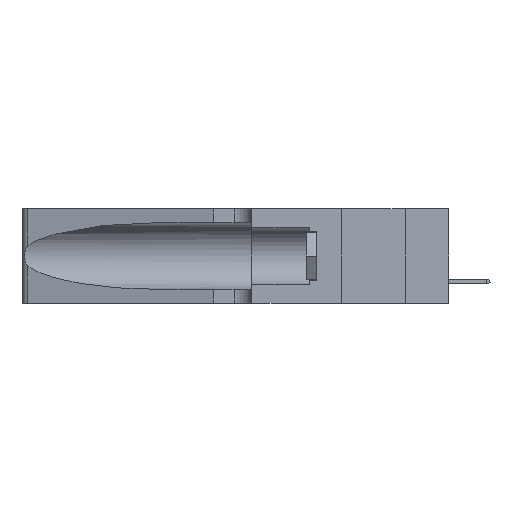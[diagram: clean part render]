
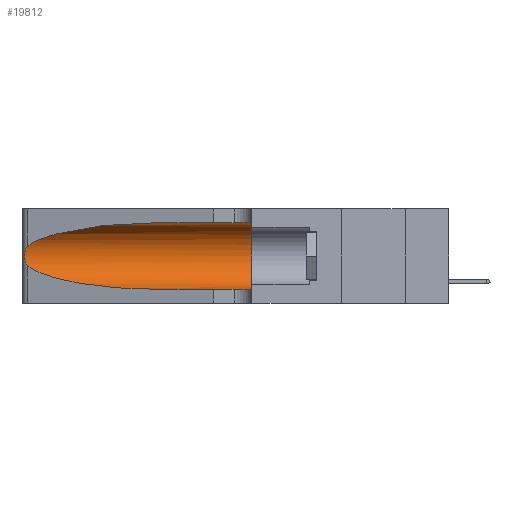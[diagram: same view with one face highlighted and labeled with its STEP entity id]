
A CAD part, left-side view. The second image highlights one B-rep face of the part: STEP entity #19812.
In plain terms, the highlighted cylindrical face has radius 3.308 mm (diameter 6.617 mm), a partial arc.
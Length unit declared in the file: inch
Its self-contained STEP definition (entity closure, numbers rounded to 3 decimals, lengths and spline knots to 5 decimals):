
#208 = VERTEX_POINT ( 'NONE', #16279 ) ;
#597 = CARTESIAN_POINT ( 'NONE',  ( 0.26018, 1.23835, 0.19895 ) ) ;
#814 = CARTESIAN_POINT ( 'NONE',  ( 0.26075, 1.23896, 0.178 ) ) ;
#1197 = EDGE_CURVE ( 'NONE', #10747, #3848, #14685, .T. ) ;
#1507 = CARTESIAN_POINT ( 'NONE',  ( 0.2373, 1.15595, 0.08982 ) ) ;
#1528 = CARTESIAN_POINT ( 'NONE',  ( 0.25487, 1.22718, 0.14631 ) ) ;
#1756 = ORIENTED_EDGE ( 'NONE', *, *, #6194, .F. ) ;
#1813 = LINE ( 'NONE', #2345, #16807 ) ;
#1816 = AXIS2_PLACEMENT_3D ( 'NONE', #14529, #6200, #19783 ) ;
#1823 = DIRECTION ( 'NONE',  ( 0., -1., 0. ) ) ;
#2336 =( BOUNDED_CURVE ( )  B_SPLINE_CURVE ( 3, ( #19883, #21870, #14746, #21939 ),
 .UNSPECIFIED., .F., .T. ) 
 B_SPLINE_CURVE_WITH_KNOTS ( ( 4, 4 ),
 ( 1.5708, 2.84003 ),
 .UNSPECIFIED. ) 
 CURVE ( )  GEOMETRIC_REPRESENTATION_ITEM ( )  RATIONAL_B_SPLINE_CURVE ( ( 1., 0.87, 0.87, 1. ) ) 
 REPRESENTATION_ITEM ( '' )  );
#2345 = CARTESIAN_POINT ( 'NONE',  ( 0.1305, 1.61858, 0.31525 ) ) ;
#2480 = CARTESIAN_POINT ( 'NONE',  ( 0.1305, 0.35, 0.185 ) ) ;
#2509 = FACE_OUTER_BOUND ( 'NONE', #4811, .T. ) ;
#3404 = CARTESIAN_POINT ( 'NONE',  ( 0.18966, 0.96281, 0.05475 ) ) ;
#3725 = VERTEX_POINT ( 'NONE', #18234 ) ;
#3848 = VERTEX_POINT ( 'NONE', #1528 ) ;
#4150 = EDGE_CURVE ( 'NONE', #208, #10747, #2336, .T. ) ;
#4712 = VECTOR ( 'NONE', #1823, 39.37008 ) ;
#4723 = CARTESIAN_POINT ( 'NONE',  ( 0.1305, 1.61858, 0.05475 ) ) ;
#4724 = ORIENTED_EDGE ( 'NONE', *, *, #11218, .F. ) ;
#4811 = EDGE_LOOP ( 'NONE', ( #6691, #6675, #10070, #16629, #4724, #1756 ) ) ;
#5801 = DIRECTION ( 'NONE',  ( 0., -1., 0. ) ) ;
#5943 = DIRECTION ( 'NONE',  ( 0., 0., 1. ) ) ;
#6055 =( BOUNDED_CURVE ( )  B_SPLINE_CURVE ( 3, ( #17074, #1507, #3404, #18707 ),
 .UNSPECIFIED., .F., .F. ) 
 B_SPLINE_CURVE_WITH_KNOTS ( ( 4, 4 ),
 ( 3.44316, 4.71239 ),
 .UNSPECIFIED. ) 
 CURVE ( )  GEOMETRIC_REPRESENTATION_ITEM ( )  RATIONAL_B_SPLINE_CURVE ( ( 1., 0.87, 0.87, 1. ) ) 
 REPRESENTATION_ITEM ( '' )  );
#6194 = EDGE_CURVE ( 'NONE', #208, #17564, #1813, .T. ) ;
#6200 = DIRECTION ( 'NONE',  ( 0., -1., 0. ) ) ;
#6675 = ORIENTED_EDGE ( 'NONE', *, *, #1197, .T. ) ;
#6691 = ORIENTED_EDGE ( 'NONE', *, *, #4150, .T. ) ;
#7355 = CARTESIAN_POINT ( 'NONE',  ( 0.1305, 0.35, 0.31525 ) ) ;
#7385 = CARTESIAN_POINT ( 'NONE',  ( 0.1305, 0.72297, 0.05475 ) ) ;
#10070 = ORIENTED_EDGE ( 'NONE', *, *, #13796, .T. ) ;
#10747 = VERTEX_POINT ( 'NONE', #17378 ) ;
#10895 = CARTESIAN_POINT ( 'NONE',  ( 0.25787, 1.23484, 0.2124 ) ) ;
#11196 = CARTESIAN_POINT ( 'NONE',  ( 0.25856, 1.23593, 0.16098 ) ) ;
#11218 = EDGE_CURVE ( 'NONE', #17564, #3725, #17297, .T. ) ;
#11852 = EDGE_CURVE ( 'NONE', #15652, #3725, #11948, .T. ) ;
#11892 = CYLINDRICAL_SURFACE ( 'NONE', #1816, 0.13025 ) ;
#11948 = LINE ( 'NONE', #4723, #4712 ) ;
#12608 = CARTESIAN_POINT ( 'NONE',  ( 0.25639, 1.23184, 0.21858 ) ) ;
#12832 = CARTESIAN_POINT ( 'NONE',  ( 0.25555, 1.22993, 0.14849 ) ) ;
#13796 = EDGE_CURVE ( 'NONE', #3848, #15652, #6055, .T. ) ;
#14160 = CARTESIAN_POINT ( 'NONE',  ( 0.25555, 1.22994, 0.2215 ) ) ;
#14167 = DIRECTION ( 'NONE',  ( 0., 1., 0. ) ) ;
#14390 = CARTESIAN_POINT ( 'NONE',  ( 0.25639, 1.23186, 0.15144 ) ) ;
#14529 = CARTESIAN_POINT ( 'NONE',  ( 0.1305, 1.61858, 0.185 ) ) ;
#14685 = B_SPLINE_CURVE_WITH_KNOTS ( 'NONE', 3,
 ( #17728, #14160, #12608, #10895, #19138, #597, #19740, #814, #21583, #11196, #21284, #14390, #12832, #17800 ),
 .UNSPECIFIED., .F., .F.,
 ( 4, 2, 2, 2, 2, 2, 4 ),
 ( 0., 0.00027, 0.00053, 0.00107, 0.0016, 0.00187, 0.00214 ),
 .UNSPECIFIED. ) ;
#14746 = CARTESIAN_POINT ( 'NONE',  ( 0.2373, 1.15595, 0.28018 ) ) ;
#15652 = VERTEX_POINT ( 'NONE', #7385 ) ;
#16279 = CARTESIAN_POINT ( 'NONE',  ( 0.1305, 0.72297, 0.31525 ) ) ;
#16629 = ORIENTED_EDGE ( 'NONE', *, *, #11852, .T. ) ;
#16807 = VECTOR ( 'NONE', #5801, 39.37008 ) ;
#17074 = CARTESIAN_POINT ( 'NONE',  ( 0.25487, 1.22718, 0.14631 ) ) ;
#17172 = AXIS2_PLACEMENT_3D ( 'NONE', #2480, #14167, #5943 ) ;
#17297 = CIRCLE ( 'NONE', #17172, 0.13025 ) ;
#17378 = CARTESIAN_POINT ( 'NONE',  ( 0.25487, 1.22718, 0.22369 ) ) ;
#17564 = VERTEX_POINT ( 'NONE', #7355 ) ;
#17728 = CARTESIAN_POINT ( 'NONE',  ( 0.25487, 1.22718, 0.22369 ) ) ;
#17800 = CARTESIAN_POINT ( 'NONE',  ( 0.25487, 1.22718, 0.14631 ) ) ;
#18234 = CARTESIAN_POINT ( 'NONE',  ( 0.1305, 0.35, 0.05475 ) ) ;
#18707 = CARTESIAN_POINT ( 'NONE',  ( 0.1305, 0.72297, 0.05475 ) ) ;
#19138 = CARTESIAN_POINT ( 'NONE',  ( 0.25854, 1.2359, 0.20912 ) ) ;
#19740 = CARTESIAN_POINT ( 'NONE',  ( 0.26075, 1.23896, 0.19203 ) ) ;
#19783 = DIRECTION ( 'NONE',  ( 0., 0., -1. ) ) ;
#19812 = ADVANCED_FACE ( 'NONE', ( #2509 ), #11892, .F. ) ;
#19883 = CARTESIAN_POINT ( 'NONE',  ( 0.1305, 0.72297, 0.31525 ) ) ;
#21284 = CARTESIAN_POINT ( 'NONE',  ( 0.25789, 1.23486, 0.15765 ) ) ;
#21583 = CARTESIAN_POINT ( 'NONE',  ( 0.26017, 1.23833, 0.17102 ) ) ;
#21870 = CARTESIAN_POINT ( 'NONE',  ( 0.18966, 0.96281, 0.31525 ) ) ;
#21939 = CARTESIAN_POINT ( 'NONE',  ( 0.25487, 1.22718, 0.22369 ) ) ;
